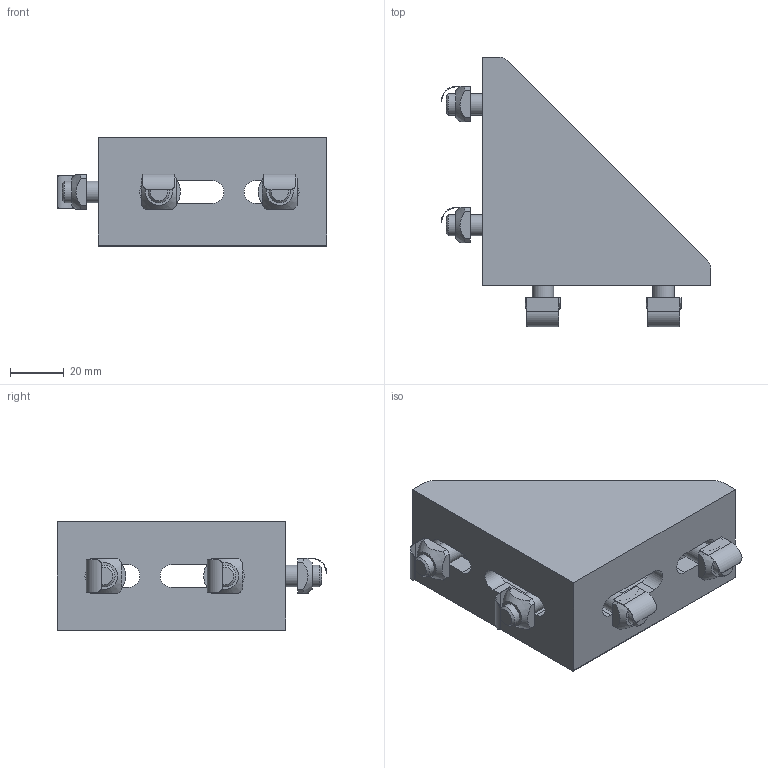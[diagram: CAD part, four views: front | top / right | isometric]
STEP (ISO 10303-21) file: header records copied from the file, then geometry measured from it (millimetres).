
FILE_DESCRIPTION(/* description */ ('mit Gleitmuttern M08 mit Federblech'),/* implementation_level */ '2;1');
FILE_NAME(/* name */ '211397-7.step',/* time_stamp */ '2021-08-27T12:07:09+02:00',/* author */ ('MuellerJ'),/* organization */ (''),/* preprocessor_version */ 'ST-DEVELOPER v18.1',/* originating_system */ 'Autodesk Inventor 2021',/* authorisation */ '');
FILE_SCHEMA (('AUTOMOTIVE_DESIGN { 1 0 10303 214 3 1 1 }'));
Length unit declared in the file: millimetre
Products named in the file (5): leer; 21-1397-12FZ.000; leer_1; 21-1351-2FZ.005; leer_2
Assembly tree (13 placements, depth 2):
  leer
    21-1397-12FZ.000
    leer_1  x4
    21-1351-2FZ.005  x4
    leer_2  x4
Bounding box: 100.3 x 100.3 x 40.5 mm (x, y, z)
Volume: 82757.2 mm3; surface area: 37651.7 mm2
Topology: 13 solids, 13 shells, 218 faces, 561 edges, 373 vertices
Faces by surface type: plane 134, cylinder 61, cone 12, torus 11
Full cylindrical faces by diameter (mm): 8 x8, 8.4 x4, 13 x4, 16 x4
Entity records: 3519 total; most frequent: CARTESIAN_POINT 694, DIRECTION 565, ORIENTED_EDGE 544, EDGE_CURVE 272, AXIS2_PLACEMENT_3D 200, VERTEX_POINT 181, LINE 165, VECTOR 165
